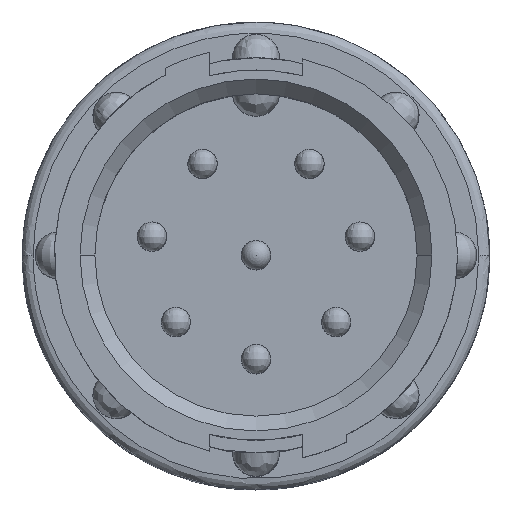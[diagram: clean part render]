
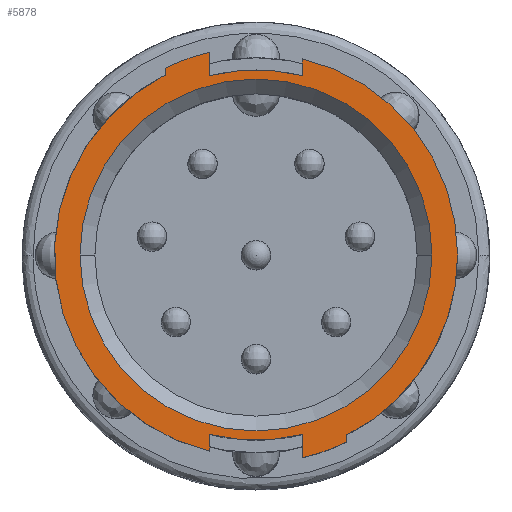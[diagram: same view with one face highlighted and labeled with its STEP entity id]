
A CAD part, top view. The second image highlights one B-rep face of the part: STEP entity #5878.
In plain terms, the highlighted planar face has unit normal (0, 0, 1).
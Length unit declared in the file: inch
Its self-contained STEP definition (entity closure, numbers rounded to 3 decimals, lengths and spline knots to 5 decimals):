
#31 = CARTESIAN_POINT ( 'NONE',  ( 0., 0., 0. ) ) ;
#50 = VERTEX_POINT ( 'NONE', #3792 ) ;
#210 = ORIENTED_EDGE ( 'NONE', *, *, #9555, .F. ) ;
#223 = CIRCLE ( 'NONE', #6153, 0.2715 ) ;
#236 = CARTESIAN_POINT ( 'NONE',  ( 0.0625, -0.24155, 0. ) ) ;
#318 = AXIS2_PLACEMENT_3D ( 'NONE', #31, #5852, #852 ) ;
#410 = DIRECTION ( 'NONE',  ( 1., 0., 0. ) ) ;
#487 = DIRECTION ( 'NONE',  ( 0., 0., -1. ) ) ;
#633 = CARTESIAN_POINT ( 'NONE',  ( 0.0625, 0.26421, 0. ) ) ;
#759 = FACE_BOUND ( 'NONE', #8946, .T. ) ;
#822 = AXIS2_PLACEMENT_3D ( 'NONE', #4146, #4117, #4109 ) ;
#852 = DIRECTION ( 'NONE',  ( 1., 0., 0. ) ) ;
#1032 = EDGE_CURVE ( 'NONE', #5450, #5823, #7395, .T. ) ;
#1117 = EDGE_CURVE ( 'NONE', #8057, #3088, #7404, .T. ) ;
#1338 = CARTESIAN_POINT ( 'NONE',  ( 0.0625, 0.24155, 0. ) ) ;
#1424 = DIRECTION ( 'NONE',  ( 0., 0., -1. ) ) ;
#1533 = VERTEX_POINT ( 'NONE', #1338 ) ;
#1602 = EDGE_CURVE ( 'NONE', #2286, #4577, #10232, .T. ) ;
#1812 = CARTESIAN_POINT ( 'NONE',  ( 0., 0., 0. ) ) ;
#1899 = ORIENTED_EDGE ( 'NONE', *, *, #2821, .F. ) ;
#2144 = AXIS2_PLACEMENT_3D ( 'NONE', #3687, #2769, #2744 ) ;
#2185 = FACE_OUTER_BOUND ( 'NONE', #5966, .T. ) ;
#2286 = VERTEX_POINT ( 'NONE', #4503 ) ;
#2388 = DIRECTION ( 'NONE',  ( 1., 0., 0. ) ) ;
#2397 = DIRECTION ( 'NONE',  ( 0., 0., -1. ) ) ;
#2422 = CARTESIAN_POINT ( 'NONE',  ( 0., 0., 0. ) ) ;
#2482 = EDGE_CURVE ( 'NONE', #9804, #8057, #5820, .T. ) ;
#2744 = DIRECTION ( 'NONE',  ( -1., 0., 0. ) ) ;
#2769 = DIRECTION ( 'NONE',  ( 0., 0., -1. ) ) ;
#2809 = CARTESIAN_POINT ( 'NONE',  ( 0.237, 0., 0. ) ) ;
#2821 = EDGE_CURVE ( 'NONE', #9706, #9804, #6908, .T. ) ;
#2887 = DIRECTION ( 'NONE',  ( 0., -1., 0. ) ) ;
#2936 = ORIENTED_EDGE ( 'NONE', *, *, #3784, .T. ) ;
#2942 = CARTESIAN_POINT ( 'NONE',  ( 0., 0., 0. ) ) ;
#3001 = VERTEX_POINT ( 'NONE', #633 ) ;
#3088 = VERTEX_POINT ( 'NONE', #236 ) ;
#3093 = CIRCLE ( 'NONE', #8740, 0.2495 ) ;
#3170 = PLANE ( 'NONE',  #2144 ) ;
#3251 = AXIS2_PLACEMENT_3D ( 'NONE', #2942, #8769, #3781 ) ;
#3347 = ORIENTED_EDGE ( 'NONE', *, *, #8223, .F. ) ;
#3361 = DIRECTION ( 'NONE',  ( 1., 0., 0. ) ) ;
#3400 = DIRECTION ( 'NONE',  ( 0., 0., 1. ) ) ;
#3445 = CARTESIAN_POINT ( 'NONE',  ( 0., 0., 0. ) ) ;
#3544 = AXIS2_PLACEMENT_3D ( 'NONE', #3445, #3400, #3361 ) ;
#3632 = DIRECTION ( 'NONE',  ( 0., 1., 0. ) ) ;
#3687 = CARTESIAN_POINT ( 'NONE',  ( 0., 0.237, 0. ) ) ;
#3781 = DIRECTION ( 'NONE',  ( 1., 0., 0. ) ) ;
#3784 = EDGE_CURVE ( 'NONE', #3001, #1533, #5016, .T. ) ;
#3792 = CARTESIAN_POINT ( 'NONE',  ( 0.2715, 0., 0. ) ) ;
#3943 = ORIENTED_EDGE ( 'NONE', *, *, #6206, .F. ) ;
#3975 = ORIENTED_EDGE ( 'NONE', *, *, #6723, .F. ) ;
#3982 = LINE ( 'NONE', #7910, #4365 ) ;
#4007 = DIRECTION ( 'NONE',  ( 0., 0., -1. ) ) ;
#4109 = DIRECTION ( 'NONE',  ( 1., 0., 0. ) ) ;
#4117 = DIRECTION ( 'NONE',  ( 0., 0., -1. ) ) ;
#4146 = CARTESIAN_POINT ( 'NONE',  ( 0., 0., 0. ) ) ;
#4343 = AXIS2_PLACEMENT_3D ( 'NONE', #9244, #8508, #8442 ) ;
#4365 = VECTOR ( 'NONE', #2887, 39.37008 ) ;
#4455 = AXIS2_PLACEMENT_3D ( 'NONE', #2422, #2397, #2388 ) ;
#4503 = CARTESIAN_POINT ( 'NONE',  ( -0.0625, 0.27294, 0. ) ) ;
#4538 = CARTESIAN_POINT ( 'NONE',  ( -0.237, 0., 0. ) ) ;
#4568 = CIRCLE ( 'NONE', #3544, 0.237 ) ;
#4577 = VERTEX_POINT ( 'NONE', #10017 ) ;
#4606 = DIRECTION ( 'NONE',  ( 0., -1., 0. ) ) ;
#4840 = EDGE_CURVE ( 'NONE', #6399, #7042, #4568, .T. ) ;
#4940 = EDGE_CURVE ( 'NONE', #3001, #50, #9067, .T. ) ;
#5016 = LINE ( 'NONE', #9673, #7388 ) ;
#5055 = VERTEX_POINT ( 'NONE', #10157 ) ;
#5377 = CARTESIAN_POINT ( 'NONE',  ( -0.0625, 0.237, 0. ) ) ;
#5450 = VERTEX_POINT ( 'NONE', #7280 ) ;
#5465 = CARTESIAN_POINT ( 'NONE',  ( 0., 0., 0. ) ) ;
#5466 = CARTESIAN_POINT ( 'NONE',  ( 0.1225, 0.237, 0. ) ) ;
#5573 = CARTESIAN_POINT ( 'NONE',  ( 0.1225, -0.24229, 0. ) ) ;
#5724 = DIRECTION ( 'NONE',  ( 0., -1., 0. ) ) ;
#5759 = AXIS2_PLACEMENT_3D ( 'NONE', #6430, #1424, #7290 ) ;
#5820 = CIRCLE ( 'NONE', #4455, 0.28 ) ;
#5823 = VERTEX_POINT ( 'NONE', #6240 ) ;
#5852 = DIRECTION ( 'NONE',  ( 0., 0., -1. ) ) ;
#5878 = ADVANCED_FACE ( 'NONE', ( #759, #2185 ), #3170, .F. ) ;
#5966 = EDGE_LOOP ( 'NONE', ( #8533, #6869, #1899, #3943, #8130, #2936, #210, #10446, #3975, #10413, #8801, #8568, #8153 ) ) ;
#6153 = AXIS2_PLACEMENT_3D ( 'NONE', #1812, #4007, #410 ) ;
#6173 = CIRCLE ( 'NONE', #3251, 0.237 ) ;
#6206 = EDGE_CURVE ( 'NONE', #50, #9706, #6381, .T. ) ;
#6240 = CARTESIAN_POINT ( 'NONE',  ( -0.1225, 0.25178, 0. ) ) ;
#6319 = DIRECTION ( 'NONE',  ( 1., 0., 0. ) ) ;
#6381 = CIRCLE ( 'NONE', #822, 0.2715 ) ;
#6399 = VERTEX_POINT ( 'NONE', #2809 ) ;
#6430 = CARTESIAN_POINT ( 'NONE',  ( 0., 0., 0. ) ) ;
#6692 = EDGE_CURVE ( 'NONE', #5055, #5450, #223, .T. ) ;
#6723 = EDGE_CURVE ( 'NONE', #5823, #2286, #9323, .T. ) ;
#6869 = ORIENTED_EDGE ( 'NONE', *, *, #2482, .F. ) ;
#6892 = VERTEX_POINT ( 'NONE', #9391 ) ;
#6908 = LINE ( 'NONE', #5466, #7776 ) ;
#7042 = VERTEX_POINT ( 'NONE', #4538 ) ;
#7050 = CARTESIAN_POINT ( 'NONE',  ( 0.0625, -0.27294, 0. ) ) ;
#7099 = EDGE_CURVE ( 'NONE', #6892, #5055, #3982, .T. ) ;
#7156 = ORIENTED_EDGE ( 'NONE', *, *, #4840, .F. ) ;
#7280 = CARTESIAN_POINT ( 'NONE',  ( -0.1225, 0.24229, 0. ) ) ;
#7285 = VECTOR ( 'NONE', #3632, 39.37008 ) ;
#7290 = DIRECTION ( 'NONE',  ( 1., 0., 0. ) ) ;
#7388 = VECTOR ( 'NONE', #9424, 39.37008 ) ;
#7395 = LINE ( 'NONE', #8345, #7285 ) ;
#7404 = LINE ( 'NONE', #9049, #7898 ) ;
#7776 = VECTOR ( 'NONE', #5724, 39.37008 ) ;
#7824 = CIRCLE ( 'NONE', #5759, 0.2495 ) ;
#7898 = VECTOR ( 'NONE', #9163, 39.37008 ) ;
#7910 = CARTESIAN_POINT ( 'NONE',  ( -0.0625, 0.237, 0. ) ) ;
#8057 = VERTEX_POINT ( 'NONE', #7050 ) ;
#8130 = ORIENTED_EDGE ( 'NONE', *, *, #4940, .F. ) ;
#8153 = ORIENTED_EDGE ( 'NONE', *, *, #9683, .F. ) ;
#8223 = EDGE_CURVE ( 'NONE', #7042, #6399, #6173, .T. ) ;
#8345 = CARTESIAN_POINT ( 'NONE',  ( -0.1225, 0.237, 0. ) ) ;
#8442 = DIRECTION ( 'NONE',  ( 1., 0., 0. ) ) ;
#8508 = DIRECTION ( 'NONE',  ( 0., 0., -1. ) ) ;
#8533 = ORIENTED_EDGE ( 'NONE', *, *, #1117, .F. ) ;
#8568 = ORIENTED_EDGE ( 'NONE', *, *, #7099, .F. ) ;
#8740 = AXIS2_PLACEMENT_3D ( 'NONE', #5465, #487, #6319 ) ;
#8769 = DIRECTION ( 'NONE',  ( 0., 0., 1. ) ) ;
#8801 = ORIENTED_EDGE ( 'NONE', *, *, #6692, .F. ) ;
#8946 = EDGE_LOOP ( 'NONE', ( #7156, #3347 ) ) ;
#8947 = CARTESIAN_POINT ( 'NONE',  ( 0.1225, -0.25178, 0. ) ) ;
#9049 = CARTESIAN_POINT ( 'NONE',  ( 0.0625, 0.237, 0. ) ) ;
#9067 = CIRCLE ( 'NONE', #4343, 0.2715 ) ;
#9163 = DIRECTION ( 'NONE',  ( 0., 1., 0. ) ) ;
#9244 = CARTESIAN_POINT ( 'NONE',  ( 0., 0., 0. ) ) ;
#9323 = CIRCLE ( 'NONE', #318, 0.28 ) ;
#9391 = CARTESIAN_POINT ( 'NONE',  ( -0.0625, -0.24155, 0. ) ) ;
#9424 = DIRECTION ( 'NONE',  ( 0., -1., 0. ) ) ;
#9555 = EDGE_CURVE ( 'NONE', #4577, #1533, #3093, .T. ) ;
#9673 = CARTESIAN_POINT ( 'NONE',  ( 0.0625, 0.26421, 0. ) ) ;
#9683 = EDGE_CURVE ( 'NONE', #3088, #6892, #7824, .T. ) ;
#9706 = VERTEX_POINT ( 'NONE', #5573 ) ;
#9804 = VERTEX_POINT ( 'NONE', #8947 ) ;
#10017 = CARTESIAN_POINT ( 'NONE',  ( -0.0625, 0.24155, 0. ) ) ;
#10157 = CARTESIAN_POINT ( 'NONE',  ( -0.0625, -0.26421, 0. ) ) ;
#10232 = LINE ( 'NONE', #5377, #10476 ) ;
#10413 = ORIENTED_EDGE ( 'NONE', *, *, #1032, .F. ) ;
#10446 = ORIENTED_EDGE ( 'NONE', *, *, #1602, .F. ) ;
#10476 = VECTOR ( 'NONE', #4606, 39.37008 ) ;
